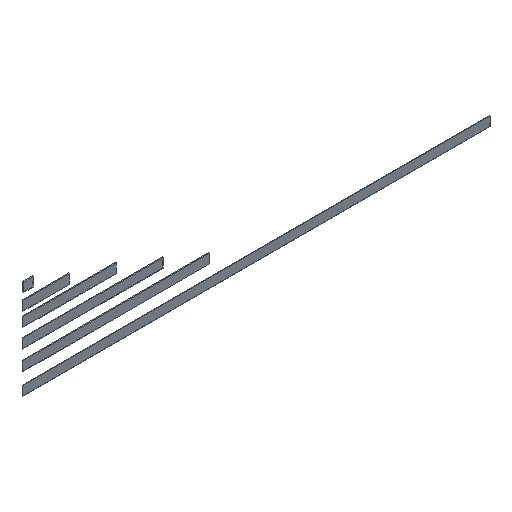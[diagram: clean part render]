
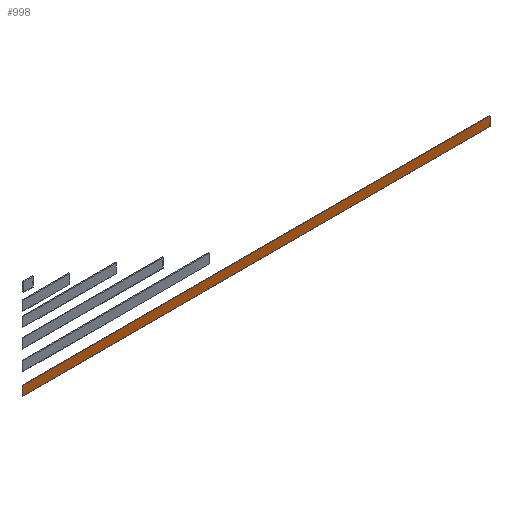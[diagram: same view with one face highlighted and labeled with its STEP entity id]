
A CAD part, isometric view. The second image highlights one B-rep face of the part: STEP entity #998.
In plain terms, the highlighted planar face has unit normal (0, -1, 0).
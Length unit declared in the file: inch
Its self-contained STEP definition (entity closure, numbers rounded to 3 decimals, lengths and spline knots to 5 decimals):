
#922 = EDGE_CURVE('',#923,#925,#927,.T.);
#923 = VERTEX_POINT('',#924);
#924 = CARTESIAN_POINT('',(0.,0.,0.));
#925 = VERTEX_POINT('',#926);
#926 = CARTESIAN_POINT('',(0.,0.,10.));
#927 = LINE('',#928,#929);
#928 = CARTESIAN_POINT('',(0.,0.,0.));
#929 = VECTOR('',#930,1.);
#930 = DIRECTION('',(0.,0.,1.));
#962 = EDGE_CURVE('',#963,#965,#967,.T.);
#963 = VERTEX_POINT('',#964);
#964 = CARTESIAN_POINT('',(500.,0.,0.));
#965 = VERTEX_POINT('',#966);
#966 = CARTESIAN_POINT('',(500.,0.,10.));
#967 = LINE('',#968,#969);
#968 = CARTESIAN_POINT('',(500.,0.,0.));
#969 = VECTOR('',#970,1.);
#970 = DIRECTION('',(0.,0.,1.));
#998 = ADVANCED_FACE('',(#999),#1015,.F.);
#999 = FACE_BOUND('',#1000,.F.);
#1000 = EDGE_LOOP('',(#1001,#1007,#1008,#1014));
#1001 = ORIENTED_EDGE('',*,*,#1002,.F.);
#1002 = EDGE_CURVE('',#923,#963,#1003,.T.);
#1003 = LINE('',#1004,#1005);
#1004 = CARTESIAN_POINT('',(0.,0.,0.));
#1005 = VECTOR('',#1006,1.);
#1006 = DIRECTION('',(1.,0.,-0.));
#1007 = ORIENTED_EDGE('',*,*,#922,.T.);
#1008 = ORIENTED_EDGE('',*,*,#1009,.T.);
#1009 = EDGE_CURVE('',#925,#965,#1010,.T.);
#1010 = LINE('',#1011,#1012);
#1011 = CARTESIAN_POINT('',(0.,0.,10.));
#1012 = VECTOR('',#1013,1.);
#1013 = DIRECTION('',(1.,0.,-0.));
#1014 = ORIENTED_EDGE('',*,*,#962,.F.);
#1015 = PLANE('',#1016);
#1016 = AXIS2_PLACEMENT_3D('',#1017,#1018,#1019);
#1017 = CARTESIAN_POINT('',(0.,0.,0.));
#1018 = DIRECTION('',(-0.,1.,0.));
#1019 = DIRECTION('',(0.,0.,1.));
